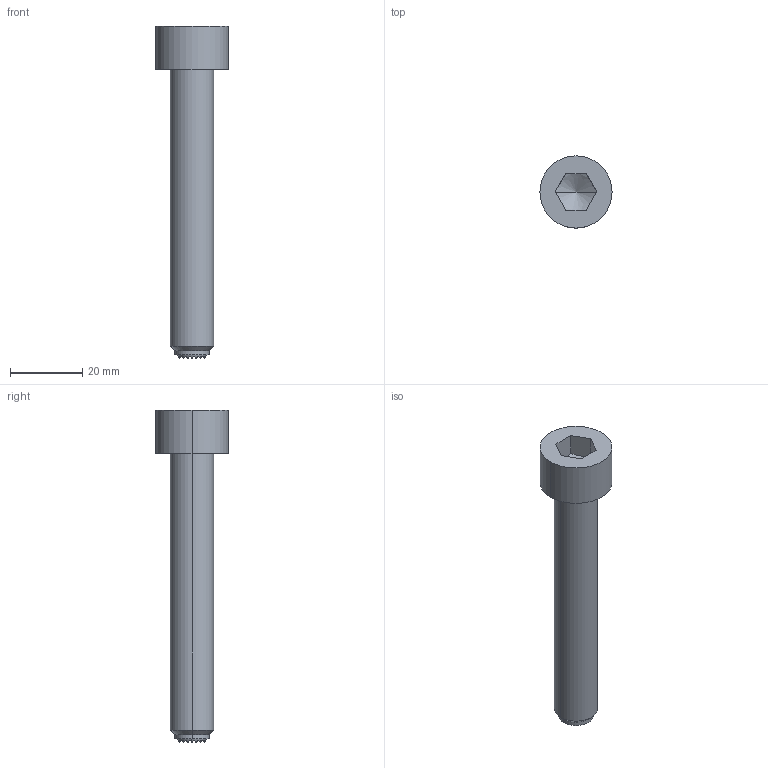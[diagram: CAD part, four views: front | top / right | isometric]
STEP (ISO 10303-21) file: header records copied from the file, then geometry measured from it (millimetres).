
FILE_DESCRIPTION(('STEP AP214'),'1');
FILE_NAME(' ',' ',('TraceParts'),('TraceParts S.A.'),'XStep 1.0',' ',' ');
FILE_SCHEMA(('automotive_design'));
Length unit declared in the file: millimetre
Products named in the file (2): 1; 2
Bounding box: 20 x 20 x 92 mm (x, y, z)
Volume: 12275 mm3; surface area: 4788 mm2
Topology: 2 solids, 2 shells, 202 faces, 428 edges, 228 vertices
Faces by surface type: plane 190, cylinder 6, cone 4, sphere 2
Entity records: 10049 total; most frequent: DIRECTION 902, CARTESIAN_POINT 868, STYLED_ITEM 856, PRESENTATION_STYLE_ASSIGNMENT 856, COLOUR_RGB 856, ORIENTED_EDGE 848, EDGE_CURVE 424, CURVE_STYLE 424
